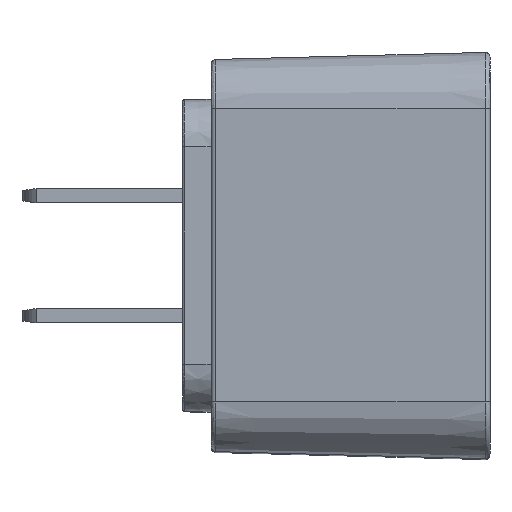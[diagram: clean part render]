
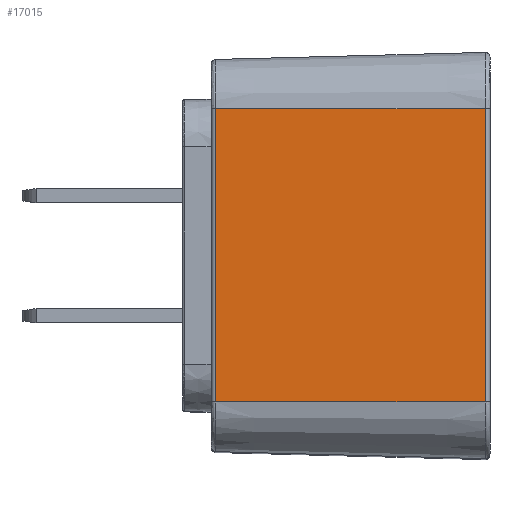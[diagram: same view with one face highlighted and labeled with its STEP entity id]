
A CAD part, top view. The second image highlights one B-rep face of the part: STEP entity #17015.
In plain terms, the highlighted face is planar.
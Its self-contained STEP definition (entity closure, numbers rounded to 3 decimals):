
#1336 = CARTESIAN_POINT ( 'NONE',  ( -34.237, 17.568, 28.987 ) ) ;
#1477 = DIRECTION ( 'NONE',  ( 0., 1., 0. ) ) ;
#1912 = VECTOR ( 'NONE', #1477, 1000. ) ;
#2047 = EDGE_CURVE ( 'NONE', #27072, #11595, #29934, .T. ) ;
#2436 = VERTEX_POINT ( 'NONE', #26224 ) ;
#2982 = DIRECTION ( 'NONE',  ( 0.026, 0., -1. ) ) ;
#4325 = DIRECTION ( 'NONE',  ( -1., 0., -0.026 ) ) ;
#4491 = CARTESIAN_POINT ( 'NONE',  ( -33.49, -15.694, 0.487 ) ) ;
#8835 = EDGE_LOOP ( 'NONE', ( #29796, #22054, #26393, #32685 ) ) ;
#10755 = PLANE ( 'NONE',  #11483 ) ;
#11483 = AXIS2_PLACEMENT_3D ( 'NONE', #22388, #4325, #28144 ) ;
#11595 = VERTEX_POINT ( 'NONE', #14932 ) ;
#13103 = VECTOR ( 'NONE', #22730, 1000. ) ;
#13773 = VECTOR ( 'NONE', #2982, 1000. ) ;
#13873 = EDGE_CURVE ( 'NONE', #27072, #2436, #15045, .T. ) ;
#14932 = CARTESIAN_POINT ( 'NONE',  ( -34.237, -15.5, 28.987 ) ) ;
#15045 = LINE ( 'NONE', #4491, #1912 ) ;
#16365 = VECTOR ( 'NONE', #34308, 1000. ) ;
#17015 = ADVANCED_FACE ( 'NONE', ( #30728 ), #10755, .T. ) ;
#17506 = LINE ( 'NONE', #35711, #13773 ) ;
#20490 = EDGE_CURVE ( 'NONE', #11595, #35894, #33240, .T. ) ;
#22054 = ORIENTED_EDGE ( 'NONE', *, *, #20490, .T. ) ;
#22388 = CARTESIAN_POINT ( 'NONE',  ( -34.25, 17.568, 29.5 ) ) ;
#22730 = DIRECTION ( 'NONE',  ( -0.026, 0., 1. ) ) ;
#23062 = EDGE_CURVE ( 'NONE', #35894, #2436, #17506, .T. ) ;
#26130 = CARTESIAN_POINT ( 'NONE',  ( -34.25, -15.5, 29.5 ) ) ;
#26224 = CARTESIAN_POINT ( 'NONE',  ( -33.49, 15.5, 0.487 ) ) ;
#26371 = CARTESIAN_POINT ( 'NONE',  ( -34.237, 15.5, 28.987 ) ) ;
#26393 = ORIENTED_EDGE ( 'NONE', *, *, #23062, .T. ) ;
#27072 = VERTEX_POINT ( 'NONE', #29616 ) ;
#28144 = DIRECTION ( 'NONE',  ( -0.026, 0., 1. ) ) ;
#29616 = CARTESIAN_POINT ( 'NONE',  ( -33.49, -15.5, 0.487 ) ) ;
#29796 = ORIENTED_EDGE ( 'NONE', *, *, #2047, .T. ) ;
#29934 = LINE ( 'NONE', #26130, #13103 ) ;
#30728 = FACE_OUTER_BOUND ( 'NONE', #8835, .T. ) ;
#32685 = ORIENTED_EDGE ( 'NONE', *, *, #13873, .F. ) ;
#33240 = LINE ( 'NONE', #1336, #16365 ) ;
#34308 = DIRECTION ( 'NONE',  ( 0., 1., 0. ) ) ;
#35711 = CARTESIAN_POINT ( 'NONE',  ( -34.25, 15.5, 29.5 ) ) ;
#35894 = VERTEX_POINT ( 'NONE', #26371 ) ;
